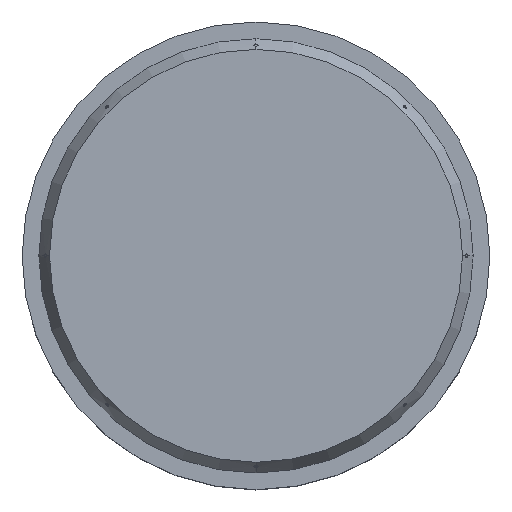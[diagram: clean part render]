
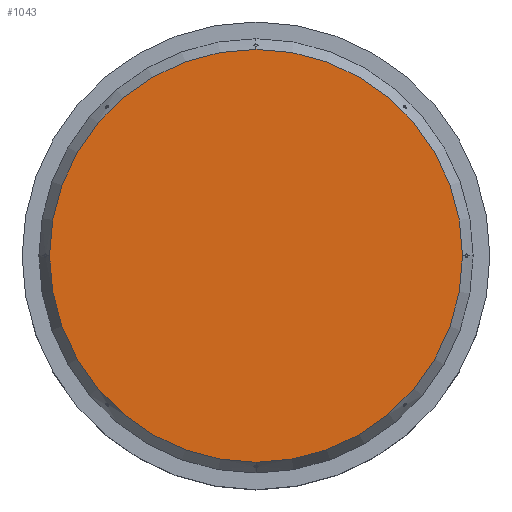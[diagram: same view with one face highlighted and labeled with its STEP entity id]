
A CAD part, top view. The second image highlights one B-rep face of the part: STEP entity #1043.
In plain terms, the highlighted planar face has unit normal (0, 0, 1).
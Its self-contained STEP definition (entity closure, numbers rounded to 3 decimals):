
#460=ORIENTED_EDGE('',*,*,#647,.T.);
#461=ORIENTED_EDGE('',*,*,#652,.T.);
#462=ORIENTED_EDGE('',*,*,#653,.T.);
#463=ORIENTED_EDGE('',*,*,#654,.T.);
#647=EDGE_CURVE('',#755,#754,#822,.F.);
#652=EDGE_CURVE('',#754,#758,#824,.F.);
#653=EDGE_CURVE('',#758,#759,#825,.F.);
#654=EDGE_CURVE('',#759,#755,#826,.F.);
#754=VERTEX_POINT('',#1924);
#755=VERTEX_POINT('',#1926);
#758=VERTEX_POINT('',#1935);
#759=VERTEX_POINT('',#1937);
#822=CIRCLE('',#1176,220.7);
#824=CIRCLE('',#1179,220.7);
#825=CIRCLE('',#1180,220.7);
#826=CIRCLE('',#1181,220.7);
#892=EDGE_LOOP('',(#460,#461,#462,#463));
#962=FACE_BOUND('',#892,.T.);
#983=PLANE('',#1178);
#1043=ADVANCED_FACE('',(#962),#983,.T.);
#1176=AXIS2_PLACEMENT_3D('',#1925,#1474,#1475);
#1178=AXIS2_PLACEMENT_3D('',#1933,#1481,#1482);
#1179=AXIS2_PLACEMENT_3D('',#1934,#1483,#1484);
#1180=AXIS2_PLACEMENT_3D('',#1936,#1485,#1486);
#1181=AXIS2_PLACEMENT_3D('',#1938,#1487,#1488);
#1474=DIRECTION('',(0.,0.,-1.));
#1475=DIRECTION('',(1.,0.,0.));
#1481=DIRECTION('',(0.,0.,1.));
#1482=DIRECTION('',(1.,0.,0.));
#1483=DIRECTION('',(0.,0.,-1.));
#1484=DIRECTION('',(1.,0.,0.));
#1485=DIRECTION('',(0.,0.,-1.));
#1486=DIRECTION('',(1.,0.,0.));
#1487=DIRECTION('',(0.,0.,-1.));
#1488=DIRECTION('',(1.,0.,0.));
#1924=CARTESIAN_POINT('',(220.7,0.,344.85));
#1925=CARTESIAN_POINT('',(0.,0.,344.85));
#1926=CARTESIAN_POINT('',(0.,-220.7,344.85));
#1933=CARTESIAN_POINT('',(-220.7,-220.7,344.85));
#1934=CARTESIAN_POINT('',(0.,0.,344.85));
#1935=CARTESIAN_POINT('',(0.,220.7,344.85));
#1936=CARTESIAN_POINT('',(0.,0.,344.85));
#1937=CARTESIAN_POINT('',(-220.7,0.,344.85));
#1938=CARTESIAN_POINT('',(0.,0.,344.85));
